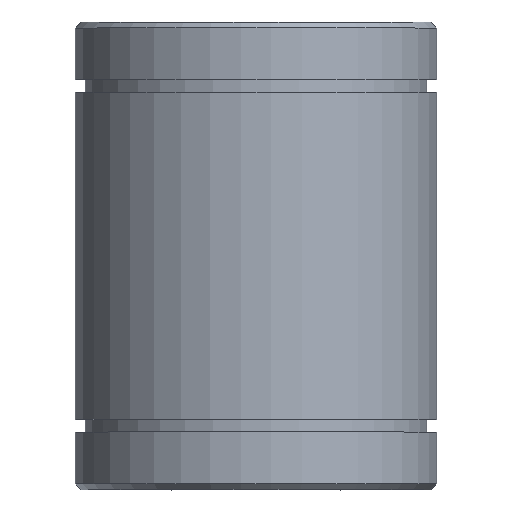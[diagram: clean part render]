
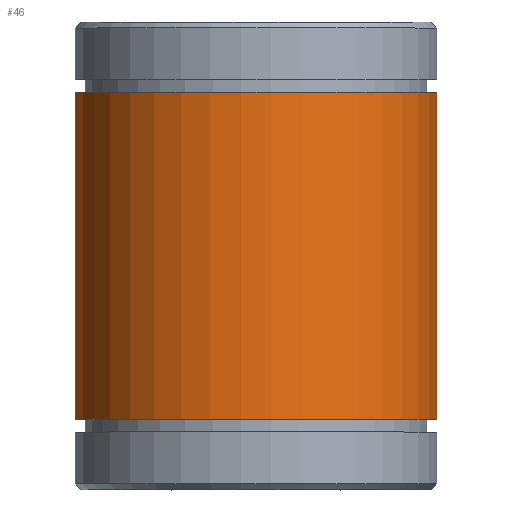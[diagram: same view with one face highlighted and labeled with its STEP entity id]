
A CAD part, top view. The second image highlights one B-rep face of the part: STEP entity #46.
In plain terms, the highlighted cylindrical face has radius 31 mm (diameter 62 mm), a partial arc.
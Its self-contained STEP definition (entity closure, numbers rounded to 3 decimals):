
#46 = ADVANCED_FACE( '', ( #101 ), #102, .T. );
#101 = FACE_OUTER_BOUND( '', #162, .T. );
#102 = CYLINDRICAL_SURFACE( '', #163, 31. );
#162 = EDGE_LOOP( '', ( #227, #228, #229, #230 ) );
#163 = AXIS2_PLACEMENT_3D( '', #231, #232, #233 );
#227 = ORIENTED_EDGE( '', *, *, #380, .T. );
#228 = ORIENTED_EDGE( '', *, *, #389, .F. );
#229 = ORIENTED_EDGE( '', *, *, #390, .F. );
#230 = ORIENTED_EDGE( '', *, *, #391, .T. );
#231 = CARTESIAN_POINT( '', ( 0., -60., 0. ) );
#232 = DIRECTION( '', ( 0., 1., 0. ) );
#233 = DIRECTION( '', ( 0., 0., -1. ) );
#380 = EDGE_CURVE( '', #448, #445, #449, .T. );
#389 = EDGE_CURVE( '', #463, #445, #464, .T. );
#390 = EDGE_CURVE( '', #465, #463, #466, .T. );
#391 = EDGE_CURVE( '', #465, #448, #467, .T. );
#445 = VERTEX_POINT( '', #543 );
#448 = VERTEX_POINT( '', #547 );
#449 = CIRCLE( '', #548, 31. );
#463 = VERTEX_POINT( '', #569 );
#464 = LINE( '', #570, #571 );
#465 = VERTEX_POINT( '', #572 );
#466 = CIRCLE( '', #573, 31. );
#467 = LINE( '', #574, #575 );
#543 = CARTESIAN_POINT( '', ( -14.915, 28., -27.176 ) );
#547 = CARTESIAN_POINT( '', ( 14.915, 28., -27.176 ) );
#548 = AXIS2_PLACEMENT_3D( '', #689, #690, #691 );
#569 = CARTESIAN_POINT( '', ( -14.915, -28., -27.176 ) );
#570 = CARTESIAN_POINT( '', ( -14.915, -118.693, -27.176 ) );
#571 = VECTOR( '', #702, 1000. );
#572 = CARTESIAN_POINT( '', ( 14.915, -28., -27.176 ) );
#573 = AXIS2_PLACEMENT_3D( '', #703, #704, #705 );
#574 = CARTESIAN_POINT( '', ( 14.915, -118.693, -27.176 ) );
#575 = VECTOR( '', #706, 1000. );
#689 = CARTESIAN_POINT( '', ( 0., 28., 0. ) );
#690 = DIRECTION( '', ( 0., -1., 0. ) );
#691 = DIRECTION( '', ( 0., 0., -1. ) );
#702 = DIRECTION( '', ( 0., 1., 0. ) );
#703 = CARTESIAN_POINT( '', ( 0., -28., 0. ) );
#704 = DIRECTION( '', ( 0., -1., 0. ) );
#705 = DIRECTION( '', ( 0., 0., -1. ) );
#706 = DIRECTION( '', ( 0., 1., 0. ) );
